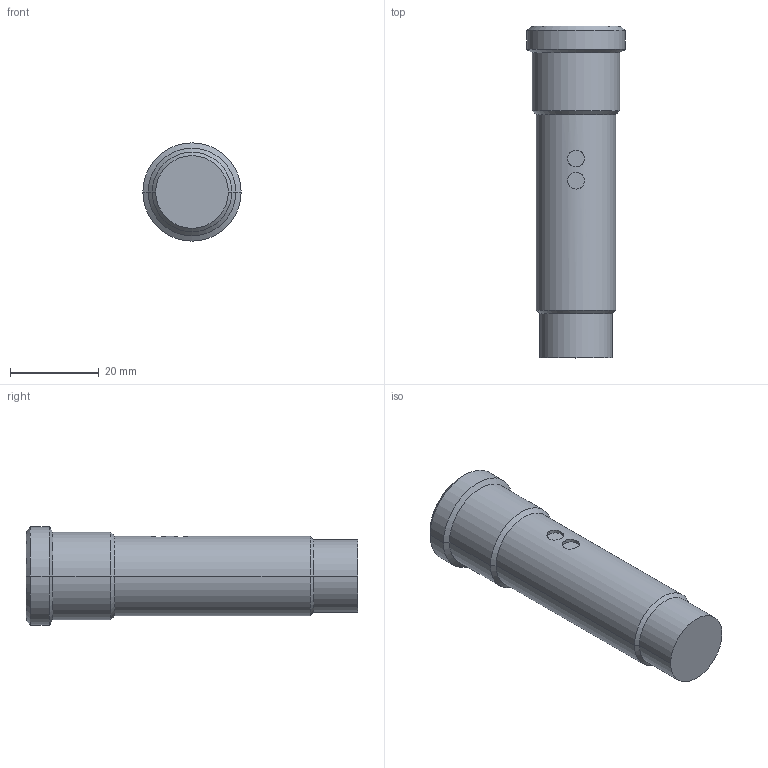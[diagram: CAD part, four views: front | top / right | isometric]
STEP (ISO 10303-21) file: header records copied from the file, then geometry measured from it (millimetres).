
FILE_DESCRIPTION((''),'2;1');
FILE_NAME('DM_CAD-2706_SW0001','2017-07-06T',('creinig-se'),(''),'PRO/ENGINEER BY PARAMETRIC TECHNOLOGY CORPORATION, 2015440','PRO/ENGINEER BY PARAMETRIC TECHNOLOGY CORPORATION, 2015440','');
FILE_SCHEMA(('CONFIG_CONTROL_DESIGN'));
Length unit declared in the file: millimetre
Products named in the file (1): DM_CAD-2706_SW0001
Bounding box: 22.23 x 75 x 22.23 mm (x, y, z)
Volume: 18506 mm3; surface area: 5678.9 mm2
Topology: 1 solids, 1 shells, 77 faces, 227 edges, 215 vertices
Faces by surface type: cylinder 35, plane 17, cone 14, bspline 6, torus 5
Entity records: 3555 total; most frequent: CARTESIAN_POINT 778, DIRECTION 460, ORIENTED_EDGE 352, AXIS2_PLACEMENT_3D 184, EDGE_CURVE 176, PRESENTATION_STYLE_ASSIGNMENT 129, STYLED_ITEM 129, VERTEX_POINT 113
